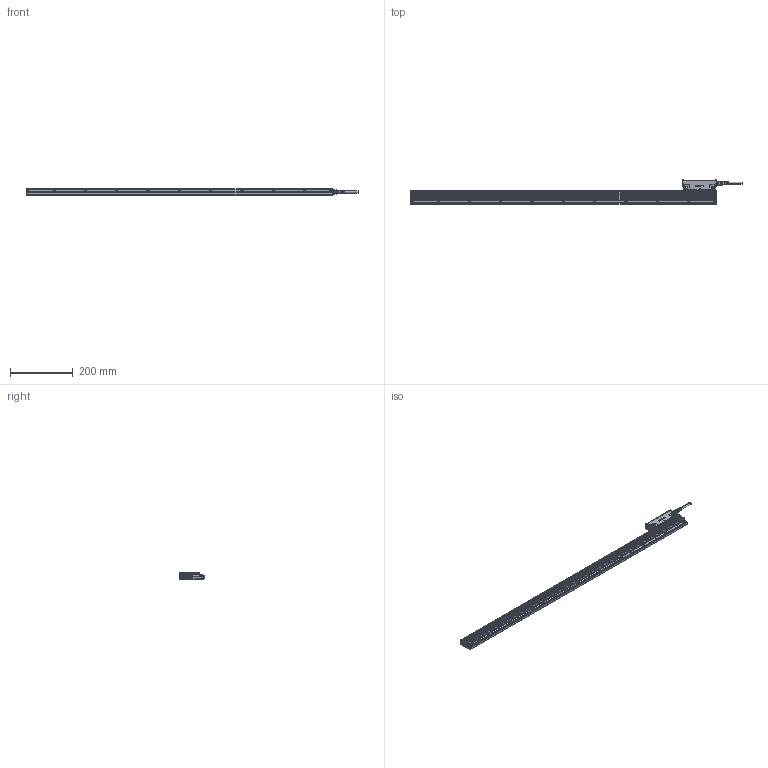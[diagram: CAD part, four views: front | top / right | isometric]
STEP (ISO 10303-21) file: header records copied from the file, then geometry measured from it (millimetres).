
FILE_DESCRIPTION(('CATIA V5 STEP','CAx-IF Rec.Pracs.--- Model Styling and Organization---1.4--- 2014-01-23'),'2;1');
FILE_NAME('SQ57-087-L.stp','2021-01-04T05:35:17+00:00',('none'),('none'),'CATIA Version 5-6 Release 2017 SP5','CATIA V5 STEP AP214','none');
FILE_SCHEMA(('AUTOMOTIVE_DESIGN { 1 0 10303 214 1 1 1 1 }'));
Products named in the file (4): SQ57-087-L; Head ASSY L; Scale cover 870; Scale base 870
Assembly tree (3 placements, depth 2):
  SQ57-087-L
    Head ASSY L
    Scale cover 870
    Scale base 870
Bounding box: 1060.5 x 77.01 x 20 mm (x, y, z)
Volume: 539591.2 mm3; surface area: 369450.8 mm2
Topology: 3 solids, 36 shells, 4144 faces, 11035 edges, 7028 vertices
Faces by surface type: cone 1306, plane 1159, cylinder 941, bspline 517, torus 176, sphere 34, extrusion 11
Entity records: 147238 total; most frequent: CARTESIAN_POINT 54483, ORIENTED_EDGE 21962, DIRECTION 14111, EDGE_CURVE 10981, VERTEX_POINT 7028, AXIS2_PLACEMENT_3D 6943, VECTOR 4603, LINE 4592
